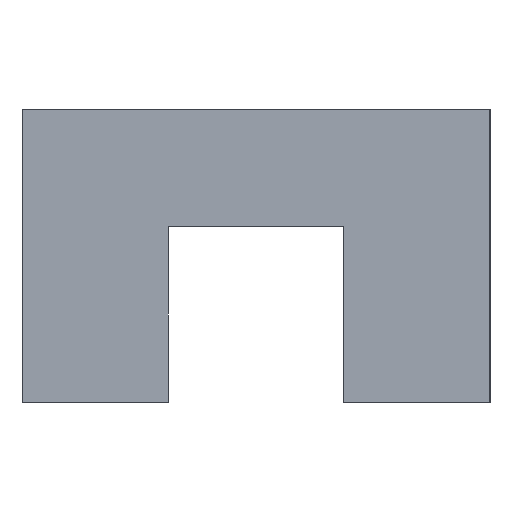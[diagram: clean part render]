
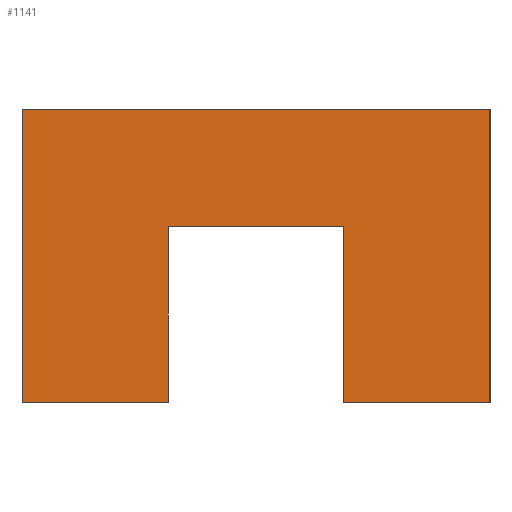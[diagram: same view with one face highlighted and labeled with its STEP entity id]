
A CAD part, left-side view. The second image highlights one B-rep face of the part: STEP entity #1141.
In plain terms, the highlighted planar face has unit normal (-1, 0, 0).
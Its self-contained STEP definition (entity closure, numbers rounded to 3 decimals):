
#15 = DIRECTION ( 'NONE',  ( 0., -1., 0. ) ) ;
#20 = DIRECTION ( 'NONE',  ( 0., -1., 0. ) ) ;
#44 = ORIENTED_EDGE ( 'NONE', *, *, #947, .T. ) ;
#82 = CARTESIAN_POINT ( 'NONE',  ( 0., 55., 30. ) ) ;
#127 = CARTESIAN_POINT ( 'NONE',  ( 0., 55., 30. ) ) ;
#138 = ORIENTED_EDGE ( 'NONE', *, *, #1603, .T. ) ;
#162 = LINE ( 'NONE', #654, #646 ) ;
#171 = CARTESIAN_POINT ( 'NONE',  ( 0., 0., 50. ) ) ;
#219 = LINE ( 'NONE', #1504, #364 ) ;
#222 = VERTEX_POINT ( 'NONE', #1201 ) ;
#243 = LINE ( 'NONE', #1261, #987 ) ;
#248 = EDGE_LOOP ( 'NONE', ( #408, #1217, #1284, #569, #1453, #138, #1474, #44 ) ) ;
#256 = CARTESIAN_POINT ( 'NONE',  ( 0., 0., 50. ) ) ;
#305 = VERTEX_POINT ( 'NONE', #492 ) ;
#346 = VERTEX_POINT ( 'NONE', #1113 ) ;
#364 = VECTOR ( 'NONE', #1363, 1000. ) ;
#386 = DIRECTION ( 'NONE',  ( 0., 0., 1. ) ) ;
#399 = DIRECTION ( 'NONE',  ( 0., -1., 0. ) ) ;
#408 = ORIENTED_EDGE ( 'NONE', *, *, #986, .T. ) ;
#421 = CARTESIAN_POINT ( 'NONE',  ( 0., 0., 50. ) ) ;
#476 = EDGE_CURVE ( 'NONE', #222, #1038, #162, .T. ) ;
#483 = LINE ( 'NONE', #1012, #1416 ) ;
#492 = CARTESIAN_POINT ( 'NONE',  ( 0., 80., 50. ) ) ;
#532 = DIRECTION ( 'NONE',  ( 0., 0., -1. ) ) ;
#569 = ORIENTED_EDGE ( 'NONE', *, *, #713, .F. ) ;
#575 = CARTESIAN_POINT ( 'NONE',  ( 0., 0., 0. ) ) ;
#586 = EDGE_CURVE ( 'NONE', #851, #765, #243, .T. ) ;
#646 = VECTOR ( 'NONE', #1049, 1000. ) ;
#654 = CARTESIAN_POINT ( 'NONE',  ( 0., 0., 0. ) ) ;
#702 = VECTOR ( 'NONE', #1345, 1000. ) ;
#713 = EDGE_CURVE ( 'NONE', #1294, #765, #828, .T. ) ;
#765 = VERTEX_POINT ( 'NONE', #575 ) ;
#828 = LINE ( 'NONE', #1327, #702 ) ;
#832 = AXIS2_PLACEMENT_3D ( 'NONE', #171, #1165, #532 ) ;
#851 = VERTEX_POINT ( 'NONE', #1380 ) ;
#858 = VECTOR ( 'NONE', #386, 1000. ) ;
#903 = EDGE_CURVE ( 'NONE', #305, #1294, #1508, .T. ) ;
#947 = EDGE_CURVE ( 'NONE', #1038, #1400, #1515, .T. ) ;
#986 = EDGE_CURVE ( 'NONE', #1400, #346, #1406, .T. ) ;
#987 = VECTOR ( 'NONE', #15, 1000. ) ;
#1012 = CARTESIAN_POINT ( 'NONE',  ( 0., 80., 50. ) ) ;
#1038 = VERTEX_POINT ( 'NONE', #1185 ) ;
#1049 = DIRECTION ( 'NONE',  ( 0., -1., 0. ) ) ;
#1054 = PLANE ( 'NONE',  #832 ) ;
#1113 = CARTESIAN_POINT ( 'NONE',  ( 0., 25., 30. ) ) ;
#1141 = ADVANCED_FACE ( 'NONE', ( #1289 ), #1054, .F. ) ;
#1163 = CARTESIAN_POINT ( 'NONE',  ( 0., 55., 30. ) ) ;
#1165 = DIRECTION ( 'NONE',  ( 1., 0., 0. ) ) ;
#1185 = CARTESIAN_POINT ( 'NONE',  ( 0., 55., 0. ) ) ;
#1201 = CARTESIAN_POINT ( 'NONE',  ( 0., 80., 0. ) ) ;
#1217 = ORIENTED_EDGE ( 'NONE', *, *, #1482, .T. ) ;
#1261 = CARTESIAN_POINT ( 'NONE',  ( 0., 0., 0. ) ) ;
#1284 = ORIENTED_EDGE ( 'NONE', *, *, #586, .T. ) ;
#1289 = FACE_OUTER_BOUND ( 'NONE', #248, .T. ) ;
#1294 = VERTEX_POINT ( 'NONE', #421 ) ;
#1327 = CARTESIAN_POINT ( 'NONE',  ( 0., 0., 50. ) ) ;
#1345 = DIRECTION ( 'NONE',  ( 0., 0., -1. ) ) ;
#1363 = DIRECTION ( 'NONE',  ( 0., 0., -1. ) ) ;
#1380 = CARTESIAN_POINT ( 'NONE',  ( 0., 25., 0. ) ) ;
#1400 = VERTEX_POINT ( 'NONE', #82 ) ;
#1406 = LINE ( 'NONE', #1163, #1598 ) ;
#1416 = VECTOR ( 'NONE', #1511, 1000. ) ;
#1453 = ORIENTED_EDGE ( 'NONE', *, *, #903, .F. ) ;
#1474 = ORIENTED_EDGE ( 'NONE', *, *, #476, .T. ) ;
#1482 = EDGE_CURVE ( 'NONE', #346, #851, #219, .T. ) ;
#1504 = CARTESIAN_POINT ( 'NONE',  ( 0., 25., 30. ) ) ;
#1508 = LINE ( 'NONE', #256, #1624 ) ;
#1511 = DIRECTION ( 'NONE',  ( 0., 0., -1. ) ) ;
#1515 = LINE ( 'NONE', #127, #858 ) ;
#1598 = VECTOR ( 'NONE', #399, 1000. ) ;
#1603 = EDGE_CURVE ( 'NONE', #305, #222, #483, .T. ) ;
#1624 = VECTOR ( 'NONE', #20, 1000. ) ;
